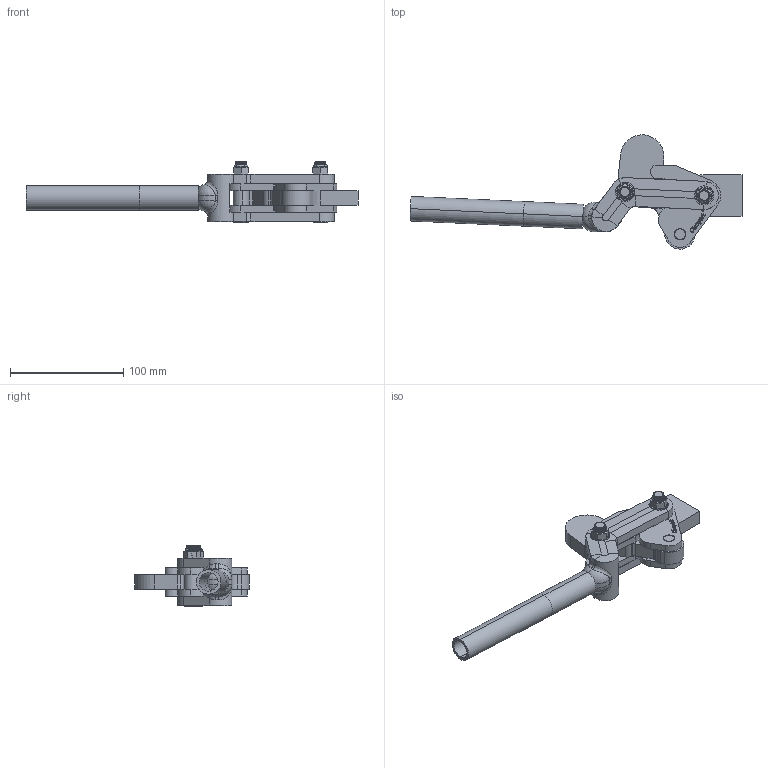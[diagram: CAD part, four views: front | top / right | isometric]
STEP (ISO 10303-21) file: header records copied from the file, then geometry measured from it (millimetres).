
FILE_DESCRIPTION (( 'STEP AP203' ), '1' );
FILE_NAME ('CH-70203.STEP', '2017-12-08T02:26:26', ( 'Windows' ), ( 'Microsoft' ), 'SwSTEP 2.0', 'SolidWorks 2015', '' );
FILE_SCHEMA (( 'CONFIG_CONTROL_DESIGN' ));
Length unit declared in the file: millimetre
Products named in the file (12): CH-70203-03 BAR; CH-70203-08; CH-70203-05 CONNECTING-PLATE; CH-70203-06; CH-70203-04 HANDLE; CH-70203-11; CH-70203-01 BASE; CH-70203-10; CH-70203-02 SUPPORT; 3-8-16 LOCK NUT; CH-70203-07; CH-70203
Assembly tree (18 placements, depth 2):
  CH-70203
    CH-70203-01 BASE
    CH-70203-02 SUPPORT
    CH-70203-07  x2
    CH-70203-03 BAR
    CH-70203-08  x2
    CH-70203-05 CONNECTING-PLATE  x2
    CH-70203-06  x2
    CH-70203-04 HANDLE
    CH-70203-11  x2
    CH-70203-10  x2
    3-8-16 LOCK NUT  x2
Bounding box: 293.29 x 100.97 x 54.6 mm (x, y, z)
Volume: 196141.1 mm3; surface area: 88106.9 mm2
Topology: 21 solids, 21 shells, 2564 faces, 7372 edges, 4891 vertices
Faces by surface type: plane 1710, cylinder 576, bspline 195, cone 75, torus 8
Entity records: 60604 total; most frequent: CARTESIAN_POINT 20043, ORIENTED_EDGE 8692, DIRECTION 7466, EDGE_CURVE 4346, VECTOR 2942, LINE 2942, VERTEX_POINT 2882, AXIS2_PLACEMENT_3D 2262
